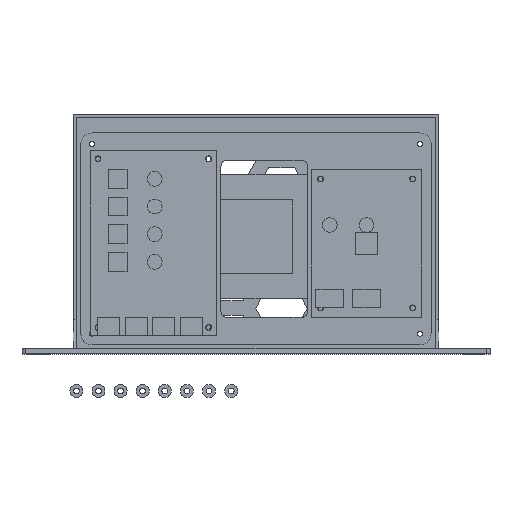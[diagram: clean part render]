
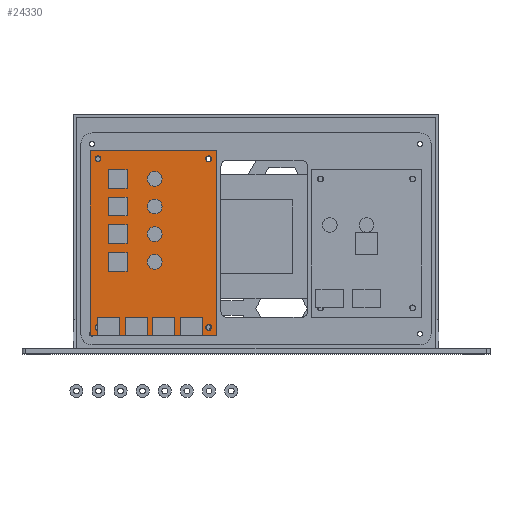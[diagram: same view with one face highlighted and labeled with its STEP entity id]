
A CAD part, top view. The second image highlights one B-rep face of the part: STEP entity #24330.
In plain terms, the highlighted planar face has unit normal (0, 0, 1).
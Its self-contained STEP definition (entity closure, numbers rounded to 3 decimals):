
#24141 = VERTEX_POINT('',#24142);
#24142 = CARTESIAN_POINT('',(0.,0.,1.6));
#24149 = PLANE('',#24150);
#24150 = AXIS2_PLACEMENT_3D('',#24151,#24152,#24153);
#24151 = CARTESIAN_POINT('',(0.,0.,0.));
#24152 = DIRECTION('',(1.,0.,0.));
#24153 = DIRECTION('',(0.,0.,1.));
#24161 = PLANE('',#24162);
#24162 = AXIS2_PLACEMENT_3D('',#24163,#24164,#24165);
#24163 = CARTESIAN_POINT('',(0.,0.,0.));
#24164 = DIRECTION('',(0.,1.,0.));
#24165 = DIRECTION('',(0.,0.,1.));
#24202 = VERTEX_POINT('',#24203);
#24203 = CARTESIAN_POINT('',(0.,100.3,1.6));
#24217 = PLANE('',#24218);
#24218 = AXIS2_PLACEMENT_3D('',#24219,#24220,#24221);
#24219 = CARTESIAN_POINT('',(0.,100.3,0.));
#24220 = DIRECTION('',(0.,1.,0.));
#24221 = DIRECTION('',(0.,0.,1.));
#24229 = EDGE_CURVE('',#24141,#24202,#24230,.T.);
#24230 = SURFACE_CURVE('',#24231,(#24235,#24242),.PCURVE_S1.);
#24231 = LINE('',#24232,#24233);
#24232 = CARTESIAN_POINT('',(0.,0.,1.6));
#24233 = VECTOR('',#24234,1.);
#24234 = DIRECTION('',(0.,1.,0.));
#24235 = PCURVE('',#24149,#24236);
#24236 = DEFINITIONAL_REPRESENTATION('',(#24237),#24241);
#24237 = LINE('',#24238,#24239);
#24238 = CARTESIAN_POINT('',(1.6,0.));
#24239 = VECTOR('',#24240,1.);
#24240 = DIRECTION('',(0.,-1.));
#24241 = ( GEOMETRIC_REPRESENTATION_CONTEXT(2) 
PARAMETRIC_REPRESENTATION_CONTEXT() REPRESENTATION_CONTEXT('2D SPACE',''
  ) );
#24242 = PCURVE('',#24243,#24248);
#24243 = PLANE('',#24244);
#24244 = AXIS2_PLACEMENT_3D('',#24245,#24246,#24247);
#24245 = CARTESIAN_POINT('',(0.,0.,1.6));
#24246 = DIRECTION('',(0.,0.,1.));
#24247 = DIRECTION('',(1.,0.,0.));
#24248 = DEFINITIONAL_REPRESENTATION('',(#24249),#24253);
#24249 = LINE('',#24250,#24251);
#24250 = CARTESIAN_POINT('',(0.,0.));
#24251 = VECTOR('',#24252,1.);
#24252 = DIRECTION('',(0.,1.));
#24253 = ( GEOMETRIC_REPRESENTATION_CONTEXT(2) 
PARAMETRIC_REPRESENTATION_CONTEXT() REPRESENTATION_CONTEXT('2D SPACE',''
  ) );
#24282 = EDGE_CURVE('',#24141,#24283,#24285,.T.);
#24283 = VERTEX_POINT('',#24284);
#24284 = CARTESIAN_POINT('',(68.5,0.,1.6));
#24285 = SURFACE_CURVE('',#24286,(#24290,#24297),.PCURVE_S1.);
#24286 = LINE('',#24287,#24288);
#24287 = CARTESIAN_POINT('',(0.,0.,1.6));
#24288 = VECTOR('',#24289,1.);
#24289 = DIRECTION('',(1.,0.,0.));
#24290 = PCURVE('',#24161,#24291);
#24291 = DEFINITIONAL_REPRESENTATION('',(#24292),#24296);
#24292 = LINE('',#24293,#24294);
#24293 = CARTESIAN_POINT('',(1.6,0.));
#24294 = VECTOR('',#24295,1.);
#24295 = DIRECTION('',(0.,1.));
#24296 = ( GEOMETRIC_REPRESENTATION_CONTEXT(2) 
PARAMETRIC_REPRESENTATION_CONTEXT() REPRESENTATION_CONTEXT('2D SPACE',''
  ) );
#24297 = PCURVE('',#24243,#24298);
#24298 = DEFINITIONAL_REPRESENTATION('',(#24299),#24303);
#24299 = LINE('',#24300,#24301);
#24300 = CARTESIAN_POINT('',(0.,0.));
#24301 = VECTOR('',#24302,1.);
#24302 = DIRECTION('',(1.,0.));
#24303 = ( GEOMETRIC_REPRESENTATION_CONTEXT(2) 
PARAMETRIC_REPRESENTATION_CONTEXT() REPRESENTATION_CONTEXT('2D SPACE',''
  ) );
#24319 = PLANE('',#24320);
#24320 = AXIS2_PLACEMENT_3D('',#24321,#24322,#24323);
#24321 = CARTESIAN_POINT('',(68.5,0.,0.));
#24322 = DIRECTION('',(1.,0.,0.));
#24323 = DIRECTION('',(0.,0.,1.));
#24330 = ADVANCED_FACE('',(#24331,#24379,#24410,#24441,#24472),#24243,
  .T.);
#24331 = FACE_BOUND('',#24332,.T.);
#24332 = EDGE_LOOP('',(#24333,#24334,#24335,#24358));
#24333 = ORIENTED_EDGE('',*,*,#24229,.F.);
#24334 = ORIENTED_EDGE('',*,*,#24282,.T.);
#24335 = ORIENTED_EDGE('',*,*,#24336,.T.);
#24336 = EDGE_CURVE('',#24283,#24337,#24339,.T.);
#24337 = VERTEX_POINT('',#24338);
#24338 = CARTESIAN_POINT('',(68.5,100.3,1.6));
#24339 = SURFACE_CURVE('',#24340,(#24344,#24351),.PCURVE_S1.);
#24340 = LINE('',#24341,#24342);
#24341 = CARTESIAN_POINT('',(68.5,0.,1.6));
#24342 = VECTOR('',#24343,1.);
#24343 = DIRECTION('',(0.,1.,0.));
#24344 = PCURVE('',#24243,#24345);
#24345 = DEFINITIONAL_REPRESENTATION('',(#24346),#24350);
#24346 = LINE('',#24347,#24348);
#24347 = CARTESIAN_POINT('',(68.5,0.));
#24348 = VECTOR('',#24349,1.);
#24349 = DIRECTION('',(0.,1.));
#24350 = ( GEOMETRIC_REPRESENTATION_CONTEXT(2) 
PARAMETRIC_REPRESENTATION_CONTEXT() REPRESENTATION_CONTEXT('2D SPACE',''
  ) );
#24351 = PCURVE('',#24319,#24352);
#24352 = DEFINITIONAL_REPRESENTATION('',(#24353),#24357);
#24353 = LINE('',#24354,#24355);
#24354 = CARTESIAN_POINT('',(1.6,0.));
#24355 = VECTOR('',#24356,1.);
#24356 = DIRECTION('',(0.,-1.));
#24357 = ( GEOMETRIC_REPRESENTATION_CONTEXT(2) 
PARAMETRIC_REPRESENTATION_CONTEXT() REPRESENTATION_CONTEXT('2D SPACE',''
  ) );
#24358 = ORIENTED_EDGE('',*,*,#24359,.F.);
#24359 = EDGE_CURVE('',#24202,#24337,#24360,.T.);
#24360 = SURFACE_CURVE('',#24361,(#24365,#24372),.PCURVE_S1.);
#24361 = LINE('',#24362,#24363);
#24362 = CARTESIAN_POINT('',(0.,100.3,1.6));
#24363 = VECTOR('',#24364,1.);
#24364 = DIRECTION('',(1.,0.,0.));
#24365 = PCURVE('',#24243,#24366);
#24366 = DEFINITIONAL_REPRESENTATION('',(#24367),#24371);
#24367 = LINE('',#24368,#24369);
#24368 = CARTESIAN_POINT('',(0.,100.3));
#24369 = VECTOR('',#24370,1.);
#24370 = DIRECTION('',(1.,0.));
#24371 = ( GEOMETRIC_REPRESENTATION_CONTEXT(2) 
PARAMETRIC_REPRESENTATION_CONTEXT() REPRESENTATION_CONTEXT('2D SPACE',''
  ) );
#24372 = PCURVE('',#24217,#24373);
#24373 = DEFINITIONAL_REPRESENTATION('',(#24374),#24378);
#24374 = LINE('',#24375,#24376);
#24375 = CARTESIAN_POINT('',(1.6,0.));
#24376 = VECTOR('',#24377,1.);
#24377 = DIRECTION('',(0.,1.));
#24378 = ( GEOMETRIC_REPRESENTATION_CONTEXT(2) 
PARAMETRIC_REPRESENTATION_CONTEXT() REPRESENTATION_CONTEXT('2D SPACE',''
  ) );
#24379 = FACE_BOUND('',#24380,.T.);
#24380 = EDGE_LOOP('',(#24381));
#24381 = ORIENTED_EDGE('',*,*,#24382,.F.);
#24382 = EDGE_CURVE('',#24383,#24383,#24385,.T.);
#24383 = VERTEX_POINT('',#24384);
#24384 = CARTESIAN_POINT('',(5.85,4.4,1.6));
#24385 = SURFACE_CURVE('',#24386,(#24391,#24398),.PCURVE_S1.);
#24386 = CIRCLE('',#24387,1.6);
#24387 = AXIS2_PLACEMENT_3D('',#24388,#24389,#24390);
#24388 = CARTESIAN_POINT('',(4.25,4.4,1.6));
#24389 = DIRECTION('',(0.,0.,1.));
#24390 = DIRECTION('',(1.,0.,-0.));
#24391 = PCURVE('',#24243,#24392);
#24392 = DEFINITIONAL_REPRESENTATION('',(#24393),#24397);
#24393 = CIRCLE('',#24394,1.6);
#24394 = AXIS2_PLACEMENT_2D('',#24395,#24396);
#24395 = CARTESIAN_POINT('',(4.25,4.4));
#24396 = DIRECTION('',(1.,0.));
#24397 = ( GEOMETRIC_REPRESENTATION_CONTEXT(2) 
PARAMETRIC_REPRESENTATION_CONTEXT() REPRESENTATION_CONTEXT('2D SPACE',''
  ) );
#24398 = PCURVE('',#24399,#24404);
#24399 = CYLINDRICAL_SURFACE('',#24400,1.6);
#24400 = AXIS2_PLACEMENT_3D('',#24401,#24402,#24403);
#24401 = CARTESIAN_POINT('',(4.25,4.4,-5.));
#24402 = DIRECTION('',(0.,0.,1.));
#24403 = DIRECTION('',(1.,0.,0.));
#24404 = DEFINITIONAL_REPRESENTATION('',(#24405),#24409);
#24405 = LINE('',#24406,#24407);
#24406 = CARTESIAN_POINT('',(0.,6.6));
#24407 = VECTOR('',#24408,1.);
#24408 = DIRECTION('',(1.,0.));
#24409 = ( GEOMETRIC_REPRESENTATION_CONTEXT(2) 
PARAMETRIC_REPRESENTATION_CONTEXT() REPRESENTATION_CONTEXT('2D SPACE',''
  ) );
#24410 = FACE_BOUND('',#24411,.T.);
#24411 = EDGE_LOOP('',(#24412));
#24412 = ORIENTED_EDGE('',*,*,#24413,.F.);
#24413 = EDGE_CURVE('',#24414,#24414,#24416,.T.);
#24414 = VERTEX_POINT('',#24415);
#24415 = CARTESIAN_POINT('',(65.85,4.4,1.6));
#24416 = SURFACE_CURVE('',#24417,(#24422,#24429),.PCURVE_S1.);
#24417 = CIRCLE('',#24418,1.6);
#24418 = AXIS2_PLACEMENT_3D('',#24419,#24420,#24421);
#24419 = CARTESIAN_POINT('',(64.25,4.4,1.6));
#24420 = DIRECTION('',(0.,0.,1.));
#24421 = DIRECTION('',(1.,0.,-0.));
#24422 = PCURVE('',#24243,#24423);
#24423 = DEFINITIONAL_REPRESENTATION('',(#24424),#24428);
#24424 = CIRCLE('',#24425,1.6);
#24425 = AXIS2_PLACEMENT_2D('',#24426,#24427);
#24426 = CARTESIAN_POINT('',(64.25,4.4));
#24427 = DIRECTION('',(1.,0.));
#24428 = ( GEOMETRIC_REPRESENTATION_CONTEXT(2) 
PARAMETRIC_REPRESENTATION_CONTEXT() REPRESENTATION_CONTEXT('2D SPACE',''
  ) );
#24429 = PCURVE('',#24430,#24435);
#24430 = CYLINDRICAL_SURFACE('',#24431,1.6);
#24431 = AXIS2_PLACEMENT_3D('',#24432,#24433,#24434);
#24432 = CARTESIAN_POINT('',(64.25,4.4,-5.));
#24433 = DIRECTION('',(0.,0.,1.));
#24434 = DIRECTION('',(1.,0.,0.));
#24435 = DEFINITIONAL_REPRESENTATION('',(#24436),#24440);
#24436 = LINE('',#24437,#24438);
#24437 = CARTESIAN_POINT('',(0.,6.6));
#24438 = VECTOR('',#24439,1.);
#24439 = DIRECTION('',(1.,0.));
#24440 = ( GEOMETRIC_REPRESENTATION_CONTEXT(2) 
PARAMETRIC_REPRESENTATION_CONTEXT() REPRESENTATION_CONTEXT('2D SPACE',''
  ) );
#24441 = FACE_BOUND('',#24442,.T.);
#24442 = EDGE_LOOP('',(#24443));
#24443 = ORIENTED_EDGE('',*,*,#24444,.F.);
#24444 = EDGE_CURVE('',#24445,#24445,#24447,.T.);
#24445 = VERTEX_POINT('',#24446);
#24446 = CARTESIAN_POINT('',(5.85,95.9,1.6));
#24447 = SURFACE_CURVE('',#24448,(#24453,#24460),.PCURVE_S1.);
#24448 = CIRCLE('',#24449,1.6);
#24449 = AXIS2_PLACEMENT_3D('',#24450,#24451,#24452);
#24450 = CARTESIAN_POINT('',(4.25,95.9,1.6));
#24451 = DIRECTION('',(0.,0.,1.));
#24452 = DIRECTION('',(1.,0.,-0.));
#24453 = PCURVE('',#24243,#24454);
#24454 = DEFINITIONAL_REPRESENTATION('',(#24455),#24459);
#24455 = CIRCLE('',#24456,1.6);
#24456 = AXIS2_PLACEMENT_2D('',#24457,#24458);
#24457 = CARTESIAN_POINT('',(4.25,95.9));
#24458 = DIRECTION('',(1.,0.));
#24459 = ( GEOMETRIC_REPRESENTATION_CONTEXT(2) 
PARAMETRIC_REPRESENTATION_CONTEXT() REPRESENTATION_CONTEXT('2D SPACE',''
  ) );
#24460 = PCURVE('',#24461,#24466);
#24461 = CYLINDRICAL_SURFACE('',#24462,1.6);
#24462 = AXIS2_PLACEMENT_3D('',#24463,#24464,#24465);
#24463 = CARTESIAN_POINT('',(4.25,95.9,-5.));
#24464 = DIRECTION('',(0.,0.,1.));
#24465 = DIRECTION('',(1.,0.,0.));
#24466 = DEFINITIONAL_REPRESENTATION('',(#24467),#24471);
#24467 = LINE('',#24468,#24469);
#24468 = CARTESIAN_POINT('',(0.,6.6));
#24469 = VECTOR('',#24470,1.);
#24470 = DIRECTION('',(1.,0.));
#24471 = ( GEOMETRIC_REPRESENTATION_CONTEXT(2) 
PARAMETRIC_REPRESENTATION_CONTEXT() REPRESENTATION_CONTEXT('2D SPACE',''
  ) );
#24472 = FACE_BOUND('',#24473,.T.);
#24473 = EDGE_LOOP('',(#24474));
#24474 = ORIENTED_EDGE('',*,*,#24475,.F.);
#24475 = EDGE_CURVE('',#24476,#24476,#24478,.T.);
#24476 = VERTEX_POINT('',#24477);
#24477 = CARTESIAN_POINT('',(65.85,95.9,1.6));
#24478 = SURFACE_CURVE('',#24479,(#24484,#24491),.PCURVE_S1.);
#24479 = CIRCLE('',#24480,1.6);
#24480 = AXIS2_PLACEMENT_3D('',#24481,#24482,#24483);
#24481 = CARTESIAN_POINT('',(64.25,95.9,1.6));
#24482 = DIRECTION('',(0.,0.,1.));
#24483 = DIRECTION('',(1.,0.,-0.));
#24484 = PCURVE('',#24243,#24485);
#24485 = DEFINITIONAL_REPRESENTATION('',(#24486),#24490);
#24486 = CIRCLE('',#24487,1.6);
#24487 = AXIS2_PLACEMENT_2D('',#24488,#24489);
#24488 = CARTESIAN_POINT('',(64.25,95.9));
#24489 = DIRECTION('',(1.,0.));
#24490 = ( GEOMETRIC_REPRESENTATION_CONTEXT(2) 
PARAMETRIC_REPRESENTATION_CONTEXT() REPRESENTATION_CONTEXT('2D SPACE',''
  ) );
#24491 = PCURVE('',#24492,#24497);
#24492 = CYLINDRICAL_SURFACE('',#24493,1.6);
#24493 = AXIS2_PLACEMENT_3D('',#24494,#24495,#24496);
#24494 = CARTESIAN_POINT('',(64.25,95.9,-5.));
#24495 = DIRECTION('',(0.,0.,1.));
#24496 = DIRECTION('',(1.,0.,0.));
#24497 = DEFINITIONAL_REPRESENTATION('',(#24498),#24502);
#24498 = LINE('',#24499,#24500);
#24499 = CARTESIAN_POINT('',(0.,6.6));
#24500 = VECTOR('',#24501,1.);
#24501 = DIRECTION('',(1.,0.));
#24502 = ( GEOMETRIC_REPRESENTATION_CONTEXT(2) 
PARAMETRIC_REPRESENTATION_CONTEXT() REPRESENTATION_CONTEXT('2D SPACE',''
  ) );
